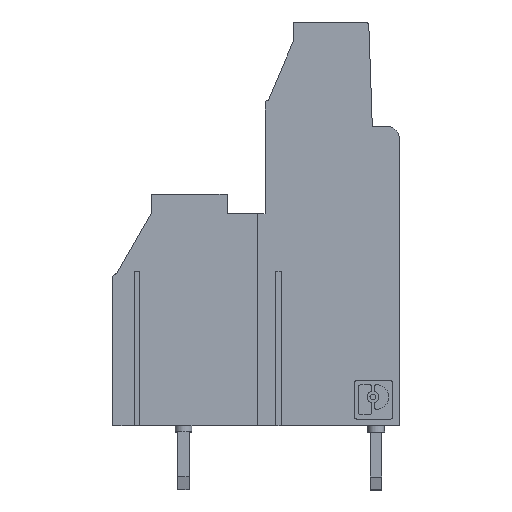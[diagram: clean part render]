
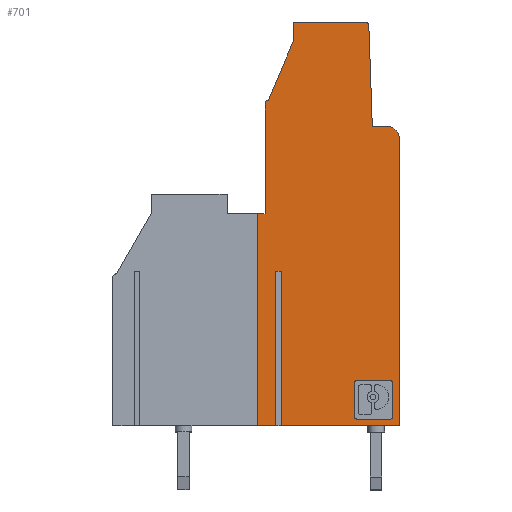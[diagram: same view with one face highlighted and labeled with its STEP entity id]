
A CAD part, top view. The second image highlights one B-rep face of the part: STEP entity #701.
In plain terms, the highlighted planar face has unit normal (0, 0, 1).
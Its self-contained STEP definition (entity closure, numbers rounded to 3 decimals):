
#701=ADVANCED_FACE('',(#1444,#1445),#1446,.T.);
#1444=FACE_OUTER_BOUND('',#2211,.T.);
#1445=FACE_BOUND('',#2212,.T.);
#1446=PLANE('',#2213);
#2211=EDGE_LOOP('',(#4271,#4272,#4273,#4274,#4275,#4276,#4277,#4278,#4279,#4280,#4281,#4282,#4283,#4284,#4285,#4286,#4287,#4288));
#2212=EDGE_LOOP('',(#4289,#4290,#4291,#4292,#4293,#4294,#4295,#4296));
#2213=AXIS2_PLACEMENT_3D('',#4297,#4298,#4299);
#4271=ORIENTED_EDGE('',*,*,#5051,.T.);
#4272=ORIENTED_EDGE('',*,*,#5096,.F.);
#4273=ORIENTED_EDGE('',*,*,#4833,.F.);
#4274=ORIENTED_EDGE('',*,*,#5392,.F.);
#4275=ORIENTED_EDGE('',*,*,#4636,.F.);
#4276=ORIENTED_EDGE('',*,*,#5291,.T.);
#4277=ORIENTED_EDGE('',*,*,#5202,.F.);
#4278=ORIENTED_EDGE('',*,*,#5067,.T.);
#4279=ORIENTED_EDGE('',*,*,#5414,.F.);
#4280=ORIENTED_EDGE('',*,*,#5360,.F.);
#4281=ORIENTED_EDGE('',*,*,#5325,.T.);
#4282=ORIENTED_EDGE('',*,*,#5236,.F.);
#4283=ORIENTED_EDGE('',*,*,#5030,.T.);
#4284=ORIENTED_EDGE('',*,*,#5357,.F.);
#4285=ORIENTED_EDGE('',*,*,#5415,.F.);
#4286=ORIENTED_EDGE('',*,*,#5289,.T.);
#4287=ORIENTED_EDGE('',*,*,#4908,.F.);
#4288=ORIENTED_EDGE('',*,*,#5024,.F.);
#4289=ORIENTED_EDGE('',*,*,#5252,.F.);
#4290=ORIENTED_EDGE('',*,*,#5221,.T.);
#4291=ORIENTED_EDGE('',*,*,#5176,.F.);
#4292=ORIENTED_EDGE('',*,*,#4583,.T.);
#4293=ORIENTED_EDGE('',*,*,#4959,.F.);
#4294=ORIENTED_EDGE('',*,*,#4588,.T.);
#4295=ORIENTED_EDGE('',*,*,#5044,.F.);
#4296=ORIENTED_EDGE('',*,*,#5385,.T.);
#4297=CARTESIAN_POINT('',(60.857,-42.991,-2.5));
#4298=DIRECTION('',(0.0,0.0,1.0));
#4299=DIRECTION('',(1.0,0.0,0.0));
#4583=EDGE_CURVE('',#5471,#5476,#5478,.T.);
#4588=EDGE_CURVE('',#5481,#5485,#5487,.T.);
#4636=EDGE_CURVE('',#5568,#5571,#5572,.T.);
#4833=EDGE_CURVE('',#5905,#5907,#5908,.T.);
#4908=EDGE_CURVE('',#6031,#6025,#6033,.T.);
#4959=EDGE_CURVE('',#5481,#5476,#6112,.T.);
#5024=EDGE_CURVE('',#6201,#6031,#6203,.T.);
#5030=EDGE_CURVE('',#6211,#6212,#6213,.T.);
#5044=EDGE_CURVE('',#6228,#5485,#6230,.T.);
#5051=EDGE_CURVE('',#6201,#6238,#6241,.T.);
#5067=EDGE_CURVE('',#6263,#6261,#6264,.T.);
#5096=EDGE_CURVE('',#5907,#6238,#6307,.T.);
#5176=EDGE_CURVE('',#5471,#6417,#6420,.T.);
#5202=EDGE_CURVE('',#6263,#6448,#6454,.T.);
#5221=EDGE_CURVE('',#6475,#6417,#6478,.T.);
#5236=EDGE_CURVE('',#6211,#6493,#6500,.T.);
#5252=EDGE_CURVE('',#6475,#6517,#6521,.T.);
#5289=EDGE_CURVE('',#6567,#6025,#6569,.T.);
#5291=EDGE_CURVE('',#5568,#6448,#6571,.T.);
#5325=EDGE_CURVE('',#6613,#6493,#6614,.T.);
#5357=EDGE_CURVE('',#6652,#6212,#6654,.T.);
#5360=EDGE_CURVE('',#6613,#6643,#6658,.T.);
#5385=EDGE_CURVE('',#6228,#6517,#6685,.T.);
#5392=EDGE_CURVE('',#5571,#5905,#6692,.T.);
#5414=EDGE_CURVE('',#6643,#6261,#6715,.T.);
#5415=EDGE_CURVE('',#6567,#6652,#6716,.T.);
#5471=VERTEX_POINT('',#6776);
#5476=VERTEX_POINT('',#6783);
#5478=LINE('',#6786,#6787);
#5481=VERTEX_POINT('',#6790);
#5485=VERTEX_POINT('',#6796);
#5487=LINE('',#6799,#6800);
#5568=VERTEX_POINT('',#6902);
#5571=VERTEX_POINT('',#6906);
#5572=LINE('',#6907,#6908);
#5905=VERTEX_POINT('',#7559);
#5907=VERTEX_POINT('',#7562);
#5908=LINE('',#7563,#7564);
#6025=VERTEX_POINT('',#7734);
#6031=VERTEX_POINT('',#7744);
#6033=LINE('',#7747,#7748);
#6112=CIRCLE('',#7858,0.211);
#6201=VERTEX_POINT('',#7988);
#6203=LINE('',#7991,#7992);
#6211=VERTEX_POINT('',#8003);
#6212=VERTEX_POINT('',#8004);
#6213=LINE('',#8005,#8006);
#6228=VERTEX_POINT('',#8025);
#6230=CIRCLE('',#8028,0.211);
#6238=VERTEX_POINT('',#8038);
#6241=CIRCLE('',#8042,0.3);
#6261=VERTEX_POINT('',#8071);
#6263=VERTEX_POINT('',#8074);
#6264=LINE('',#8075,#8076);
#6307=LINE('',#8141,#8142);
#6417=VERTEX_POINT('',#8287);
#6420=CIRCLE('',#8291,0.211);
#6448=VERTEX_POINT('',#8325);
#6454=LINE('',#8336,#8337);
#6475=VERTEX_POINT('',#8370);
#6478=LINE('',#8375,#8376);
#6493=VERTEX_POINT('',#8395);
#6500=LINE('',#8406,#8407);
#6517=VERTEX_POINT('',#8431);
#6521=CIRCLE('',#8436,0.211);
#6567=VERTEX_POINT('',#8495);
#6569=CIRCLE('',#8498,1.0);
#6571=CIRCLE('',#8500,0.2);
#6613=VERTEX_POINT('',#8553);
#6614=LINE('',#8554,#8555);
#6643=VERTEX_POINT('',#8598);
#6652=VERTEX_POINT('',#8613);
#6654=LINE('',#8616,#8617);
#6658=LINE('',#8623,#8624);
#6685=LINE('',#8659,#8660);
#6692=LINE('',#8669,#8670);
#6715=LINE('',#8701,#8702);
#6716=LINE('',#8703,#8704);
#6776=CARTESIAN_POINT('',(19.011,3.5,-2.5));
#6783=CARTESIAN_POINT('',(21.589,3.5,-2.5));
#6786=CARTESIAN_POINT('',(60.857,3.5,-2.5));
#6787=VECTOR('',#8765,1.0);
#6790=CARTESIAN_POINT('',(21.8,3.289,-2.5));
#6796=CARTESIAN_POINT('',(21.8,0.711,-2.5));
#6799=CARTESIAN_POINT('',(21.8,-42.991,-2.5));
#6800=VECTOR('',#8769,1.0);
#6902=CARTESIAN_POINT('',(12.051,25.3,-2.5));
#6906=CARTESIAN_POINT('',(12.1,25.3,-2.5));
#6907=CARTESIAN_POINT('',(60.857,25.3,-2.5));
#6908=VECTOR('',#8834,1.0);
#7559=CARTESIAN_POINT('',(14.1,30.012,-2.5));
#7562=CARTESIAN_POINT('',(14.1,31.4,-2.5));
#7563=CARTESIAN_POINT('',(14.1,-42.991,-2.5));
#7564=VECTOR('',#9064,1.0);
#7734=CARTESIAN_POINT('',(21.3,23.3,-2.5));
#7744=CARTESIAN_POINT('',(20.2,23.3,-2.5));
#7747=CARTESIAN_POINT('',(60.857,23.3,-2.5));
#7748=VECTOR('',#9132,1.0);
#7858=AXIS2_PLACEMENT_3D('',#9188,#9189,#9190);
#7988=CARTESIAN_POINT('',(19.927,31.11,-2.5));
#7991=CARTESIAN_POINT('',(22.515,-42.991,-2.5));
#7992=VECTOR('',#9248,1.0);
#8003=CARTESIAN_POINT('',(13.107,12.0,-2.5));
#8004=CARTESIAN_POINT('',(13.107,0.0,-2.5));
#8005=CARTESIAN_POINT('',(13.107,-42.991,-2.5));
#8006=VECTOR('',#9252,1.0);
#8025=CARTESIAN_POINT('',(21.589,0.5,-2.5));
#8028=AXIS2_PLACEMENT_3D('',#9270,#9271,#9272);
#8038=CARTESIAN_POINT('',(19.627,31.4,-2.5));
#8042=AXIS2_PLACEMENT_3D('',#9279,#9280,#9281);
#8071=CARTESIAN_POINT('',(11.25,16.5,-2.5));
#8074=CARTESIAN_POINT('',(11.851,16.5,-2.5));
#8075=CARTESIAN_POINT('',(60.857,16.5,-2.5));
#8076=VECTOR('',#9295,1.0);
#8141=CARTESIAN_POINT('',(60.857,31.4,-2.5));
#8142=VECTOR('',#9324,1.0);
#8287=CARTESIAN_POINT('',(18.8,3.289,-2.5));
#8291=AXIS2_PLACEMENT_3D('',#9418,#9419,#9420);
#8325=CARTESIAN_POINT('',(11.851,25.1,-2.5));
#8336=CARTESIAN_POINT('',(11.851,-42.991,-2.5));
#8337=VECTOR('',#9453,1.0);
#8370=CARTESIAN_POINT('',(18.8,0.711,-2.5));
#8375=CARTESIAN_POINT('',(18.8,-42.991,-2.5));
#8376=VECTOR('',#9468,1.0);
#8395=CARTESIAN_POINT('',(12.693,12.0,-2.5));
#8406=CARTESIAN_POINT('',(60.857,12.0,-2.5));
#8407=VECTOR('',#9486,1.0);
#8431=CARTESIAN_POINT('',(19.011,0.5,-2.5));
#8436=AXIS2_PLACEMENT_3D('',#9504,#9505,#9506);
#8495=CARTESIAN_POINT('',(22.3,22.3,-2.5));
#8498=AXIS2_PLACEMENT_3D('',#9548,#9549,#9550);
#8500=AXIS2_PLACEMENT_3D('',#9551,#9552,#9553);
#8553=CARTESIAN_POINT('',(12.693,0.0,-2.5));
#8554=CARTESIAN_POINT('',(12.693,-42.991,-2.5));
#8555=VECTOR('',#9598,1.0);
#8598=CARTESIAN_POINT('',(11.25,0.0,-2.5));
#8613=CARTESIAN_POINT('',(22.3,0.0,-2.5));
#8616=CARTESIAN_POINT('',(60.857,0.0,-2.5));
#8617=VECTOR('',#9626,1.0);
#8623=CARTESIAN_POINT('',(60.857,0.0,-2.5));
#8624=VECTOR('',#9629,1.0);
#8659=CARTESIAN_POINT('',(60.857,0.5,-2.5));
#8660=VECTOR('',#9647,1.0);
#8669=CARTESIAN_POINT('',(-16.888,-42.991,-2.5));
#8670=VECTOR('',#9650,1.0);
#8701=CARTESIAN_POINT('',(11.25,-42.991,-2.5));
#8702=VECTOR('',#9665,1.0);
#8703=CARTESIAN_POINT('',(22.3,-42.991,-2.5));
#8704=VECTOR('',#9666,1.0);
#8765=DIRECTION('',(1.0,0.0,0.0));
#8769=DIRECTION('',(0.0,-1.0,0.0));
#8834=DIRECTION('',(1.0,0.0,0.0));
#9064=DIRECTION('',(0.0,1.0,0.0));
#9132=DIRECTION('',(1.0,0.0,0.0));
#9188=CARTESIAN_POINT('',(21.589,3.289,-2.5));
#9189=DIRECTION('',(0.0,0.0,1.0));
#9190=DIRECTION('',(1.0,0.0,0.0));
#9248=DIRECTION('',(0.035,-0.999,0.0));
#9252=DIRECTION('',(0.0,-1.0,0.0));
#9270=CARTESIAN_POINT('',(21.589,0.711,-2.5));
#9271=DIRECTION('',(0.0,0.0,1.0));
#9272=DIRECTION('',(1.0,0.0,0.0));
#9279=CARTESIAN_POINT('',(19.627,31.1,-2.5));
#9280=DIRECTION('',(0.0,0.0,1.0));
#9281=DIRECTION('',(1.0,0.0,0.0));
#9295=DIRECTION('',(-1.0,0.,0.0));
#9324=DIRECTION('',(1.0,0.0,0.0));
#9418=CARTESIAN_POINT('',(19.011,3.289,-2.5));
#9419=DIRECTION('',(0.0,0.0,1.0));
#9420=DIRECTION('',(1.0,0.0,0.0));
#9453=DIRECTION('',(0.0,1.0,0.0));
#9468=DIRECTION('',(0.0,1.0,0.0));
#9486=DIRECTION('',(-1.0,0.0,0.0));
#9504=CARTESIAN_POINT('',(19.011,0.711,-2.5));
#9505=DIRECTION('',(0.0,0.0,1.0));
#9506=DIRECTION('',(1.0,0.0,0.0));
#9548=CARTESIAN_POINT('',(21.3,22.3,-2.5));
#9549=DIRECTION('',(0.0,0.0,1.0));
#9550=DIRECTION('',(1.0,0.0,0.0));
#9551=CARTESIAN_POINT('',(12.051,25.1,-2.5));
#9552=DIRECTION('',(0.0,0.0,1.0));
#9553=DIRECTION('',(1.0,0.0,0.0));
#9598=DIRECTION('',(0.0,1.0,0.0));
#9626=DIRECTION('',(-1.0,0.0,0.0));
#9629=DIRECTION('',(-1.0,0.0,0.0));
#9647=DIRECTION('',(-1.0,0.0,0.0));
#9650=DIRECTION('',(0.391,0.921,0.0));
#9665=DIRECTION('',(0.0,1.0,0.0));
#9666=DIRECTION('',(0.0,-1.0,0.0));
